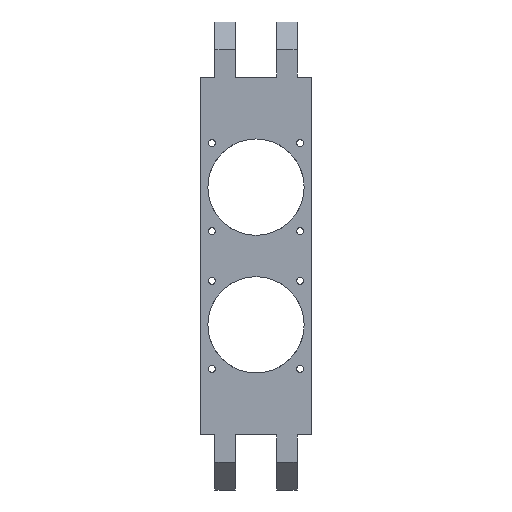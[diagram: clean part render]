
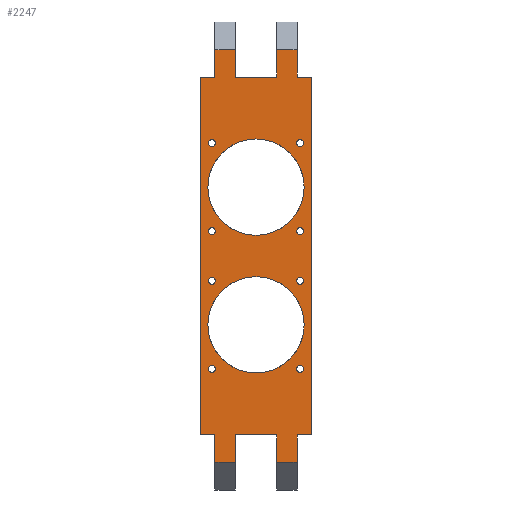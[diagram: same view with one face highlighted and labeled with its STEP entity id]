
A CAD part, front view. The second image highlights one B-rep face of the part: STEP entity #2247.
In plain terms, the highlighted planar face has unit normal (0, -1, 0).
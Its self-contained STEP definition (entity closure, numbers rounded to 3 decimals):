
#45=FACE_BOUND('',#276,.T.);
#46=FACE_BOUND('',#277,.T.);
#47=FACE_BOUND('',#278,.T.);
#48=FACE_BOUND('',#279,.T.);
#49=FACE_BOUND('',#280,.T.);
#50=FACE_BOUND('',#281,.T.);
#51=FACE_BOUND('',#282,.T.);
#52=FACE_BOUND('',#283,.T.);
#53=FACE_BOUND('',#284,.T.);
#54=FACE_BOUND('',#285,.T.);
#73=CIRCLE('',#2396,1.25);
#74=CIRCLE('',#2397,1.25);
#75=CIRCLE('',#2398,1.25);
#76=CIRCLE('',#2399,1.25);
#77=CIRCLE('',#2400,1.25);
#78=CIRCLE('',#2401,1.25);
#79=CIRCLE('',#2402,1.25);
#80=CIRCLE('',#2403,1.25);
#81=CIRCLE('',#2404,17.5);
#82=CIRCLE('',#2405,17.5);
#147=FACE_OUTER_BOUND('',#275,.T.);
#275=EDGE_LOOP('',(#1635,#1636,#1637,#1638,#1639,#1640,#1641,#1642,#1643,
#1644,#1645,#1646,#1647,#1648,#1649,#1650,#1651,#1652,#1653,#1654));
#276=EDGE_LOOP('',(#1655));
#277=EDGE_LOOP('',(#1656));
#278=EDGE_LOOP('',(#1657));
#279=EDGE_LOOP('',(#1658));
#280=EDGE_LOOP('',(#1659));
#281=EDGE_LOOP('',(#1660));
#282=EDGE_LOOP('',(#1661));
#283=EDGE_LOOP('',(#1662));
#284=EDGE_LOOP('',(#1663));
#285=EDGE_LOOP('',(#1664));
#387=LINE('',#3157,#661);
#393=LINE('',#3169,#667);
#397=LINE('',#3180,#671);
#401=LINE('',#3188,#675);
#407=LINE('',#3203,#681);
#411=LINE('',#3211,#685);
#419=LINE('',#3229,#693);
#424=LINE('',#3242,#698);
#430=LINE('',#3255,#704);
#435=LINE('',#3266,#709);
#439=LINE('',#3277,#713);
#445=LINE('',#3289,#719);
#449=LINE('',#3300,#723);
#453=LINE('',#3308,#727);
#457=LINE('',#3317,#731);
#476=LINE('',#3352,#750);
#482=LINE('',#3363,#756);
#484=LINE('',#3366,#758);
#485=LINE('',#3368,#759);
#495=LINE('',#3387,#769);
#661=VECTOR('',#2535,10.);
#667=VECTOR('',#2543,10.);
#671=VECTOR('',#2551,10.);
#675=VECTOR('',#2557,10.);
#681=VECTOR('',#2567,10.);
#685=VECTOR('',#2573,10.);
#693=VECTOR('',#2585,10.);
#698=VECTOR('',#2594,10.);
#704=VECTOR('',#2604,10.);
#709=VECTOR('',#2611,10.);
#713=VECTOR('',#2619,10.);
#719=VECTOR('',#2627,10.);
#723=VECTOR('',#2635,10.);
#727=VECTOR('',#2641,10.);
#731=VECTOR('',#2649,10.);
#750=VECTOR('',#2684,10.);
#756=VECTOR('',#2700,10.);
#758=VECTOR('',#2704,10.);
#759=VECTOR('',#2707,10.);
#769=VECTOR('',#2719,10.);
#935=VERTEX_POINT('',#3154);
#936=VERTEX_POINT('',#3156);
#941=VERTEX_POINT('',#3167);
#945=VERTEX_POINT('',#3177);
#946=VERTEX_POINT('',#3179);
#949=VERTEX_POINT('',#3187);
#955=VERTEX_POINT('',#3200);
#956=VERTEX_POINT('',#3202);
#959=VERTEX_POINT('',#3210);
#967=VERTEX_POINT('',#3227);
#972=VERTEX_POINT('',#3239);
#973=VERTEX_POINT('',#3241);
#978=VERTEX_POINT('',#3253);
#983=VERTEX_POINT('',#3264);
#987=VERTEX_POINT('',#3274);
#988=VERTEX_POINT('',#3276);
#993=VERTEX_POINT('',#3287);
#997=VERTEX_POINT('',#3297);
#998=VERTEX_POINT('',#3299);
#1001=VERTEX_POINT('',#3307);
#1021=VERTEX_POINT('',#3388);
#1022=VERTEX_POINT('',#3390);
#1023=VERTEX_POINT('',#3392);
#1024=VERTEX_POINT('',#3394);
#1025=VERTEX_POINT('',#3396);
#1026=VERTEX_POINT('',#3398);
#1027=VERTEX_POINT('',#3400);
#1028=VERTEX_POINT('',#3402);
#1029=VERTEX_POINT('',#3404);
#1030=VERTEX_POINT('',#3406);
#1143=EDGE_CURVE('',#936,#935,#387,.T.);
#1149=EDGE_CURVE('',#935,#941,#393,.T.);
#1154=EDGE_CURVE('',#946,#945,#397,.T.);
#1158=EDGE_CURVE('',#949,#946,#401,.T.);
#1165=EDGE_CURVE('',#956,#955,#407,.T.);
#1169=EDGE_CURVE('',#959,#956,#411,.T.);
#1178=EDGE_CURVE('',#955,#967,#419,.T.);
#1184=EDGE_CURVE('',#973,#972,#424,.T.);
#1191=EDGE_CURVE('',#972,#978,#430,.T.);
#1196=EDGE_CURVE('',#978,#983,#435,.T.);
#1201=EDGE_CURVE('',#988,#987,#439,.T.);
#1207=EDGE_CURVE('',#987,#993,#445,.T.);
#1212=EDGE_CURVE('',#998,#997,#449,.T.);
#1216=EDGE_CURVE('',#1001,#998,#453,.T.);
#1221=EDGE_CURVE('',#945,#936,#457,.T.);
#1240=EDGE_CURVE('',#973,#993,#476,.T.);
#1246=EDGE_CURVE('',#967,#1001,#482,.T.);
#1248=EDGE_CURVE('',#941,#959,#484,.T.);
#1249=EDGE_CURVE('',#988,#997,#485,.T.);
#1259=EDGE_CURVE('',#949,#983,#495,.T.);
#1260=EDGE_CURVE('',#1021,#1021,#73,.T.);
#1261=EDGE_CURVE('',#1022,#1022,#74,.T.);
#1262=EDGE_CURVE('',#1023,#1023,#75,.T.);
#1263=EDGE_CURVE('',#1024,#1024,#76,.T.);
#1264=EDGE_CURVE('',#1025,#1025,#77,.T.);
#1265=EDGE_CURVE('',#1026,#1026,#78,.T.);
#1266=EDGE_CURVE('',#1027,#1027,#79,.T.);
#1267=EDGE_CURVE('',#1028,#1028,#80,.T.);
#1268=EDGE_CURVE('',#1029,#1029,#81,.T.);
#1269=EDGE_CURVE('',#1030,#1030,#82,.T.);
#1635=ORIENTED_EDGE('',*,*,#1143,.T.);
#1636=ORIENTED_EDGE('',*,*,#1149,.T.);
#1637=ORIENTED_EDGE('',*,*,#1248,.T.);
#1638=ORIENTED_EDGE('',*,*,#1169,.T.);
#1639=ORIENTED_EDGE('',*,*,#1165,.T.);
#1640=ORIENTED_EDGE('',*,*,#1178,.T.);
#1641=ORIENTED_EDGE('',*,*,#1246,.T.);
#1642=ORIENTED_EDGE('',*,*,#1216,.T.);
#1643=ORIENTED_EDGE('',*,*,#1212,.T.);
#1644=ORIENTED_EDGE('',*,*,#1249,.F.);
#1645=ORIENTED_EDGE('',*,*,#1201,.T.);
#1646=ORIENTED_EDGE('',*,*,#1207,.T.);
#1647=ORIENTED_EDGE('',*,*,#1240,.F.);
#1648=ORIENTED_EDGE('',*,*,#1184,.T.);
#1649=ORIENTED_EDGE('',*,*,#1191,.T.);
#1650=ORIENTED_EDGE('',*,*,#1196,.T.);
#1651=ORIENTED_EDGE('',*,*,#1259,.F.);
#1652=ORIENTED_EDGE('',*,*,#1158,.T.);
#1653=ORIENTED_EDGE('',*,*,#1154,.T.);
#1654=ORIENTED_EDGE('',*,*,#1221,.T.);
#1655=ORIENTED_EDGE('',*,*,#1260,.T.);
#1656=ORIENTED_EDGE('',*,*,#1261,.T.);
#1657=ORIENTED_EDGE('',*,*,#1262,.T.);
#1658=ORIENTED_EDGE('',*,*,#1263,.T.);
#1659=ORIENTED_EDGE('',*,*,#1264,.T.);
#1660=ORIENTED_EDGE('',*,*,#1265,.T.);
#1661=ORIENTED_EDGE('',*,*,#1266,.T.);
#1662=ORIENTED_EDGE('',*,*,#1267,.T.);
#1663=ORIENTED_EDGE('',*,*,#1268,.T.);
#1664=ORIENTED_EDGE('',*,*,#1269,.T.);
#2149=PLANE('',#2395);
#2247=ADVANCED_FACE('',(#147,#45,#46,#47,#48,#49,#50,#51,#52,#53,#54),#2149,
 .T.);
#2395=AXIS2_PLACEMENT_3D('',#3386,#2717,#2718);
#2396=AXIS2_PLACEMENT_3D('',#3389,#2720,#2721);
#2397=AXIS2_PLACEMENT_3D('',#3391,#2722,#2723);
#2398=AXIS2_PLACEMENT_3D('',#3393,#2724,#2725);
#2399=AXIS2_PLACEMENT_3D('',#3395,#2726,#2727);
#2400=AXIS2_PLACEMENT_3D('',#3397,#2728,#2729);
#2401=AXIS2_PLACEMENT_3D('',#3399,#2730,#2731);
#2402=AXIS2_PLACEMENT_3D('',#3401,#2732,#2733);
#2403=AXIS2_PLACEMENT_3D('',#3403,#2734,#2735);
#2404=AXIS2_PLACEMENT_3D('',#3405,#2736,#2737);
#2405=AXIS2_PLACEMENT_3D('',#3407,#2738,#2739);
#2535=DIRECTION('',(1.,0.,0.));
#2543=DIRECTION('',(0.,0.,-1.));
#2551=DIRECTION('',(-1.,0.,0.));
#2557=DIRECTION('',(0.,0.,-1.));
#2567=DIRECTION('',(1.,0.,0.));
#2573=DIRECTION('',(0.,0.,1.));
#2585=DIRECTION('',(0.,0.,-1.));
#2594=DIRECTION('',(0.,0.,-1.));
#2604=DIRECTION('',(-1.,0.,0.));
#2611=DIRECTION('',(0.,0.,1.));
#2619=DIRECTION('',(-1.,0.,0.));
#2627=DIRECTION('',(0.,0.,1.));
#2635=DIRECTION('',(1.,0.,0.));
#2641=DIRECTION('',(0.,0.,1.));
#2649=DIRECTION('',(0.,0.,-1.));
#2684=DIRECTION('',(1.,0.,0.));
#2700=DIRECTION('',(1.,0.,0.));
#2704=DIRECTION('',(1.,0.,0.));
#2707=DIRECTION('',(0.,0.,-1.));
#2717=DIRECTION('center_axis',(0.,-1.,0.));
#2718=DIRECTION('ref_axis',(0.,0.,-1.));
#2719=DIRECTION('',(1.,0.,0.));
#2720=DIRECTION('center_axis',(0.,1.,0.));
#2721=DIRECTION('ref_axis',(1.,0.,0.));
#2722=DIRECTION('center_axis',(0.,1.,0.));
#2723=DIRECTION('ref_axis',(1.,0.,0.));
#2724=DIRECTION('center_axis',(0.,1.,0.));
#2725=DIRECTION('ref_axis',(1.,0.,0.));
#2726=DIRECTION('center_axis',(0.,1.,0.));
#2727=DIRECTION('ref_axis',(1.,0.,0.));
#2728=DIRECTION('center_axis',(0.,1.,0.));
#2729=DIRECTION('ref_axis',(1.,0.,0.));
#2730=DIRECTION('center_axis',(0.,1.,0.));
#2731=DIRECTION('ref_axis',(1.,0.,0.));
#2732=DIRECTION('center_axis',(0.,1.,0.));
#2733=DIRECTION('ref_axis',(1.,0.,0.));
#2734=DIRECTION('center_axis',(0.,1.,0.));
#2735=DIRECTION('ref_axis',(1.,0.,0.));
#2736=DIRECTION('center_axis',(0.,1.,0.));
#2737=DIRECTION('ref_axis',(1.,0.,0.));
#2738=DIRECTION('center_axis',(0.,1.,0.));
#2739=DIRECTION('ref_axis',(1.,0.,0.));
#3154=CARTESIAN_POINT('',(5.1,0.,-150.));
#3156=CARTESIAN_POINT('',(0.,0.,-150.));
#3157=CARTESIAN_POINT('',(2.55,0.,-150.));
#3167=CARTESIAN_POINT('',(5.1,0.,-160.));
#3169=CARTESIAN_POINT('',(5.1,0.,-90.));
#3177=CARTESIAN_POINT('',(0.,0.,-20.));
#3179=CARTESIAN_POINT('',(5.1,0.,-20.));
#3180=CARTESIAN_POINT('',(0.,0.,-20.));
#3187=CARTESIAN_POINT('',(5.1,0.,-10.));
#3188=CARTESIAN_POINT('',(5.1,0.,-15.));
#3200=CARTESIAN_POINT('',(27.6,0.,-150.));
#3202=CARTESIAN_POINT('',(12.4,0.,-150.));
#3203=CARTESIAN_POINT('',(13.8,0.,-150.));
#3210=CARTESIAN_POINT('',(12.4,0.,-160.));
#3211=CARTESIAN_POINT('',(12.4,0.,-80.));
#3227=CARTESIAN_POINT('',(27.6,0.,-160.));
#3229=CARTESIAN_POINT('',(27.6,0.,-90.));
#3239=CARTESIAN_POINT('',(27.6,0.,-20.));
#3241=CARTESIAN_POINT('',(27.6,0.,-10.));
#3242=CARTESIAN_POINT('',(27.6,0.,-15.));
#3253=CARTESIAN_POINT('',(12.4,0.,-20.));
#3255=CARTESIAN_POINT('',(6.2,0.,-20.));
#3264=CARTESIAN_POINT('',(12.4,0.,-10.));
#3266=CARTESIAN_POINT('',(12.4,0.,-5.));
#3274=CARTESIAN_POINT('',(34.9,0.,-20.));
#3276=CARTESIAN_POINT('',(40.,0.,-20.));
#3277=CARTESIAN_POINT('',(17.45,0.,-20.));
#3287=CARTESIAN_POINT('',(34.9,0.,-10.));
#3289=CARTESIAN_POINT('',(34.9,0.,-5.));
#3297=CARTESIAN_POINT('',(40.,0.,-150.));
#3299=CARTESIAN_POINT('',(34.9,0.,-150.));
#3300=CARTESIAN_POINT('',(20.,0.,-150.));
#3307=CARTESIAN_POINT('',(34.9,0.,-160.));
#3308=CARTESIAN_POINT('',(34.9,0.,-80.));
#3317=CARTESIAN_POINT('',(0.,0.,-10.));
#3352=CARTESIAN_POINT('',(0.,0.,-10.));
#3363=CARTESIAN_POINT('',(0.,0.,-160.));
#3366=CARTESIAN_POINT('',(0.,0.,-160.));
#3368=CARTESIAN_POINT('',(40.,0.,-10.));
#3386=CARTESIAN_POINT('Origin',(0.,0.,-10.));
#3387=CARTESIAN_POINT('',(0.,0.,-10.));
#3388=CARTESIAN_POINT('',(34.75,0.,-126.));
#3389=CARTESIAN_POINT('Origin',(36.,0.,-126.));
#3390=CARTESIAN_POINT('',(2.75,0.,-94.));
#3391=CARTESIAN_POINT('Origin',(4.,0.,-94.));
#3392=CARTESIAN_POINT('',(34.75,0.,-76.));
#3393=CARTESIAN_POINT('Origin',(36.,0.,-76.));
#3394=CARTESIAN_POINT('',(2.75,0.,-76.));
#3395=CARTESIAN_POINT('Origin',(4.,0.,-76.));
#3396=CARTESIAN_POINT('',(2.75,0.,-44.));
#3397=CARTESIAN_POINT('Origin',(4.,0.,-44.));
#3398=CARTESIAN_POINT('',(34.75,0.,-44.));
#3399=CARTESIAN_POINT('Origin',(36.,0.,-44.));
#3400=CARTESIAN_POINT('',(2.75,0.,-126.));
#3401=CARTESIAN_POINT('Origin',(4.,0.,-126.));
#3402=CARTESIAN_POINT('',(34.75,0.,-94.));
#3403=CARTESIAN_POINT('Origin',(36.,0.,-94.));
#3404=CARTESIAN_POINT('',(2.5,0.,-110.));
#3405=CARTESIAN_POINT('Origin',(20.,0.,-110.));
#3406=CARTESIAN_POINT('',(2.5,0.,-60.));
#3407=CARTESIAN_POINT('Origin',(20.,0.,-60.));
